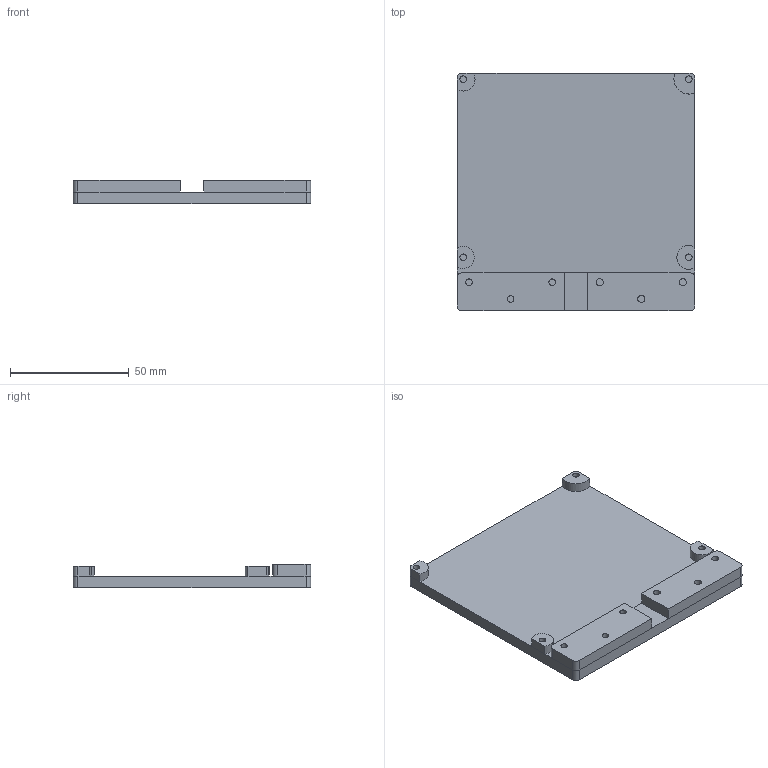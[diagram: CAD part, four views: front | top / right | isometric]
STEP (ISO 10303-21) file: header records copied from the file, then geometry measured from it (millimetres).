
FILE_DESCRIPTION(('FreeCAD Model'),'2;1');
FILE_NAME('Open CASCADE Shape Model','2025-08-31T22:38:42',(''),(''), 'Open CASCADE STEP processor 7.6','FreeCAD','Unknown');
FILE_SCHEMA(('AUTOMOTIVE_DESIGN { 1 0 10303 214 1 1 1 1 }'));
Length unit declared in the file: millimetre
Products named in the file (1): 实体
Bounding box: 100 x 100 x 10 mm (x, y, z)
Volume: 57745.9 mm3; surface area: 24146.5 mm2
Topology: 1 solids, 1 shells, 61 faces, 127 edges, 78 vertices
Faces by surface type: plane 37, cylinder 24
Full cylindrical faces by diameter (mm): 2.8 x7, 3 x3
Entity records: 1628 total; most frequent: DIRECTION 296, CARTESIAN_POINT 267, ORIENTED_EDGE 254, EDGE_CURVE 127, AXIS2_PLACEMENT_3D 107, LINE 82, VECTOR 82, VERTEX_POINT 78
